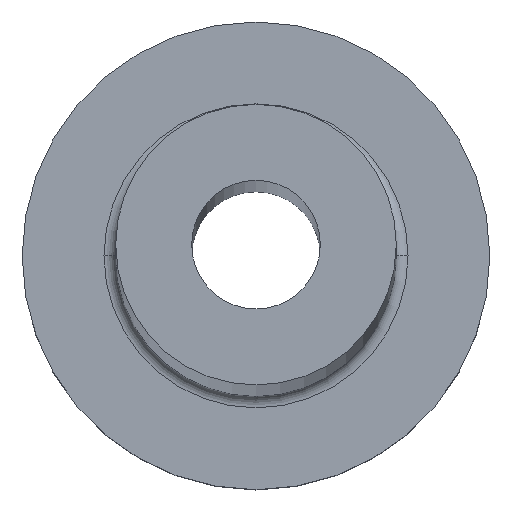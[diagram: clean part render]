
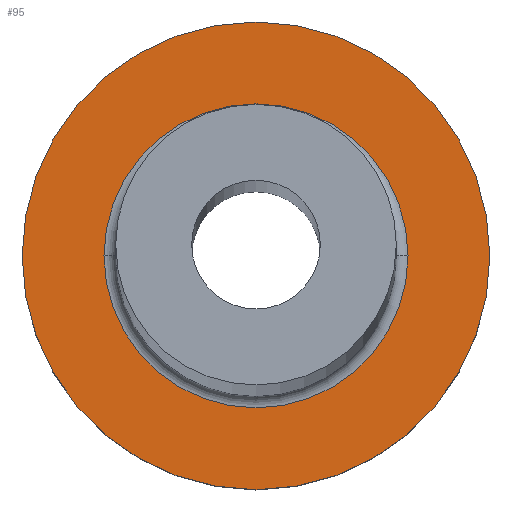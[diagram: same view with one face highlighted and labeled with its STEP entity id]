
A CAD part, top view. The second image highlights one B-rep face of the part: STEP entity #95.
In plain terms, the highlighted planar face has unit normal (0, 0, 1).
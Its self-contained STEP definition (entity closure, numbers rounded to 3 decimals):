
#23 = DIRECTION ( 'NONE',  ( 1., 0., 0. ) ) ;
#27 = CARTESIAN_POINT ( 'NONE',  ( 0., 0., 7. ) ) ;
#38 = PLANE ( 'NONE',  #128 ) ;
#51 = VERTEX_POINT ( 'NONE', #294 ) ;
#57 = CIRCLE ( 'NONE', #129, 6.5 ) ;
#61 = EDGE_LOOP ( 'NONE', ( #292, #135 ) ) ;
#82 = DIRECTION ( 'NONE',  ( 0., 0., -1. ) ) ;
#83 = EDGE_LOOP ( 'NONE', ( #111, #150 ) ) ;
#87 = CARTESIAN_POINT ( 'NONE',  ( -6.5, 0., 7. ) ) ;
#95 = ADVANCED_FACE ( 'NONE', ( #187, #297 ), #38, .T. ) ;
#99 = AXIS2_PLACEMENT_3D ( 'NONE', #356, #141, #321 ) ;
#111 = ORIENTED_EDGE ( 'NONE', *, *, #302, .T. ) ;
#117 = CARTESIAN_POINT ( 'NONE',  ( 0., 0., 7. ) ) ;
#128 = AXIS2_PLACEMENT_3D ( 'NONE', #156, #337, #23 ) ;
#129 = AXIS2_PLACEMENT_3D ( 'NONE', #215, #82, #259 ) ;
#135 = ORIENTED_EDGE ( 'NONE', *, *, #264, .T. ) ;
#141 = DIRECTION ( 'NONE',  ( 0., 0., -1. ) ) ;
#147 = DIRECTION ( 'NONE',  ( 0., 0., 1. ) ) ;
#150 = ORIENTED_EDGE ( 'NONE', *, *, #272, .T. ) ;
#156 = CARTESIAN_POINT ( 'NONE',  ( 0., 0., 7. ) ) ;
#160 = CARTESIAN_POINT ( 'NONE',  ( 10., 0., 7. ) ) ;
#163 = VERTEX_POINT ( 'NONE', #253 ) ;
#174 = VERTEX_POINT ( 'NONE', #160 ) ;
#184 = AXIS2_PLACEMENT_3D ( 'NONE', #27, #147, #218 ) ;
#187 = FACE_BOUND ( 'NONE', #61, .T. ) ;
#207 = AXIS2_PLACEMENT_3D ( 'NONE', #117, #380, #346 ) ;
#215 = CARTESIAN_POINT ( 'NONE',  ( 0., 0., 7. ) ) ;
#218 = DIRECTION ( 'NONE',  ( 1., 0., 0. ) ) ;
#253 = CARTESIAN_POINT ( 'NONE',  ( 6.5, 0., 7. ) ) ;
#259 = DIRECTION ( 'NONE',  ( 1., 0., 0. ) ) ;
#262 = VERTEX_POINT ( 'NONE', #87 ) ;
#264 = EDGE_CURVE ( 'NONE', #262, #163, #265, .T. ) ;
#265 = CIRCLE ( 'NONE', #99, 6.5 ) ;
#272 = EDGE_CURVE ( 'NONE', #174, #51, #295, .T. ) ;
#292 = ORIENTED_EDGE ( 'NONE', *, *, #298, .T. ) ;
#294 = CARTESIAN_POINT ( 'NONE',  ( -10., 0., 7. ) ) ;
#295 = CIRCLE ( 'NONE', #207, 10. ) ;
#297 = FACE_OUTER_BOUND ( 'NONE', #83, .T. ) ;
#298 = EDGE_CURVE ( 'NONE', #163, #262, #57, .T. ) ;
#302 = EDGE_CURVE ( 'NONE', #51, #174, #350, .T. ) ;
#321 = DIRECTION ( 'NONE',  ( 1., 0., 0. ) ) ;
#337 = DIRECTION ( 'NONE',  ( 0., 0., 1. ) ) ;
#346 = DIRECTION ( 'NONE',  ( 1., 0., 0. ) ) ;
#350 = CIRCLE ( 'NONE', #184, 10. ) ;
#356 = CARTESIAN_POINT ( 'NONE',  ( 0., 0., 7. ) ) ;
#380 = DIRECTION ( 'NONE',  ( 0., 0., 1. ) ) ;
